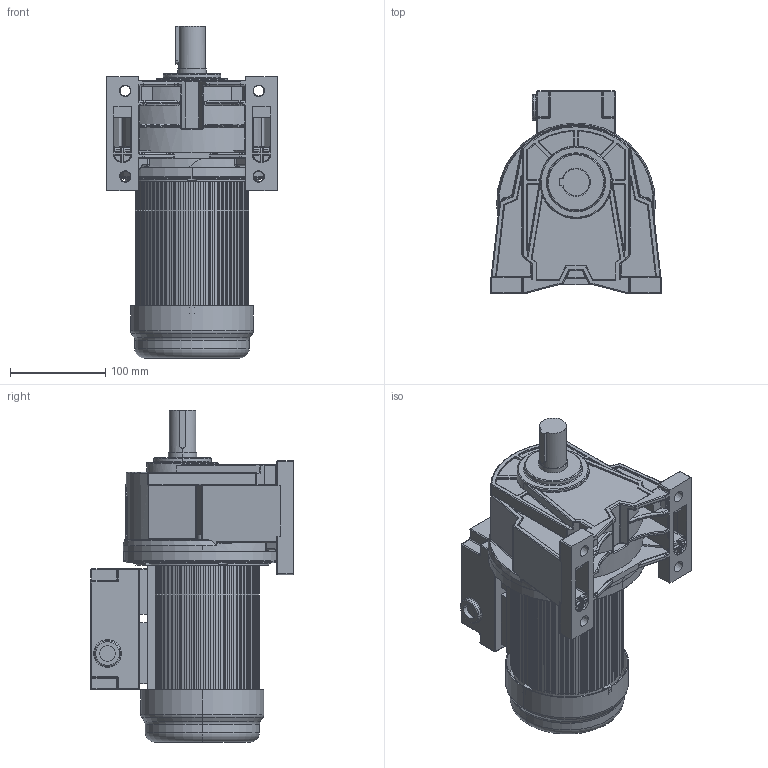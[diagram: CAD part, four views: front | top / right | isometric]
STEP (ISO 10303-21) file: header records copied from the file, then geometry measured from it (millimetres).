
FILE_DESCRIPTION (( 'STEP AP214' ), '1' );
FILE_NAME ('GH-28-200-i-A-B-G3-TL.STEP', '2023-09-15T02:32:51', ( '' ), ( '' ), 'SwSTEP 2.0', 'SolidWorks 2021', '' );
FILE_SCHEMA (( 'AUTOMOTIVE_DESIGN' ));
Length unit declared in the file: millimetre
Products named in the file (10): PRT0026_蕼偞; ASM0014_ASM_蕼偞; G28JIAGONG_蕼偞; GH28__ASM_蕼偞; PRT0024_蕼偞; GH-28-200-i-A-G3-TL(2)_蕼偞; 煞車接線盒DOWN-UP_預設; GH-28-200-i-A-B-G3-TL; GH28__蕼偞; PRT0025_蕼偞
Assembly tree (9 placements, depth 5):
  GH-28-200-i-A-B-G3-TL
    GH-28-200-i-A-G3-TL(2)_蕼偞
      GH28__ASM_蕼偞
        ASM0014_ASM_蕼偞
          GH28__蕼偞
          G28JIAGONG_蕼偞
      PRT0024_蕼偞
      PRT0025_蕼偞
      PRT0026_蕼偞
    煞車接線盒DOWN-UP_預設
Bounding box: 178.89 x 212.2 x 348.41 mm (x, y, z)
Volume: 1201756.5 mm3; surface area: 553054.8 mm2
Topology: 5 solids, 13 shells, 3279 faces, 9056 edges, 5730 vertices
Faces by surface type: plane 1727, cylinder 908, torus 352, bspline 145, sphere 78, cone 69
Entity records: 123756 total; most frequent: CARTESIAN_POINT 44396, ORIENTED_EDGE 17988, DIRECTION 14359, EDGE_CURVE 8994, VERTEX_POINT 5712, VECTOR 4839, LINE 4839, AXIS2_PLACEMENT_3D 4760
